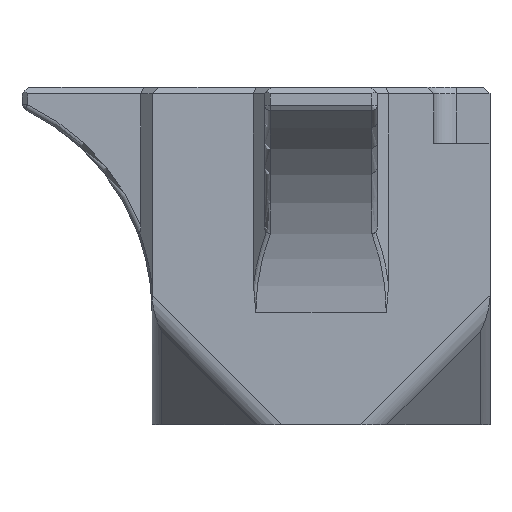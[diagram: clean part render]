
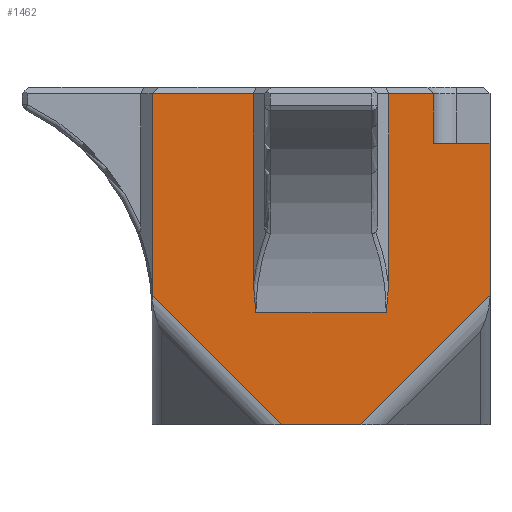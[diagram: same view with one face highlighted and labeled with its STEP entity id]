
A CAD part, left-side view. The second image highlights one B-rep face of the part: STEP entity #1462.
In plain terms, the highlighted planar face has unit normal (-1, 0, 0).
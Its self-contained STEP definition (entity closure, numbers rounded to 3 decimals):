
#147 = ORIENTED_EDGE ( 'NONE', *, *, #5294, .T. ) ;
#168 = LINE ( 'NONE', #3486, #5105 ) ;
#309 = DIRECTION ( 'NONE',  ( 0., -1., 0. ) ) ;
#332 = EDGE_CURVE ( 'NONE', #5091, #5640, #5052, .T. ) ;
#396 = CARTESIAN_POINT ( 'NONE',  ( 0., 9., 12.446 ) ) ;
#467 = CARTESIAN_POINT ( 'NONE',  ( 0., 21., 12.446 ) ) ;
#738 = EDGE_CURVE ( 'NONE', #6399, #2082, #8802, .T. ) ;
#789 = LINE ( 'NONE', #3320, #7685 ) ;
#881 = CARTESIAN_POINT ( 'NONE',  ( 0., 5., 29.4 ) ) ;
#893 = VERTEX_POINT ( 'NONE', #2252 ) ;
#922 = LINE ( 'NONE', #8715, #2376 ) ;
#1022 = CARTESIAN_POINT ( 'NONE',  ( 0., 18.536, 0. ) ) ;
#1060 = LINE ( 'NONE', #10018, #3491 ) ;
#1157 = EDGE_CURVE ( 'NONE', #3977, #2655, #2256, .T. ) ;
#1184 = VECTOR ( 'NONE', #1717, 1000. ) ;
#1462 = ADVANCED_FACE ( 'NONE', ( #3351 ), #8766, .F. ) ;
#1551 = ORIENTED_EDGE ( 'NONE', *, *, #1157, .T. ) ;
#1615 = CARTESIAN_POINT ( 'NONE',  ( 0., 11.464, 0. ) ) ;
#1717 = DIRECTION ( 'NONE',  ( 0., -0.707, -0.707 ) ) ;
#1796 = CARTESIAN_POINT ( 'NONE',  ( 0., 5., 25. ) ) ;
#1889 = VECTOR ( 'NONE', #5808, 1000. ) ;
#1925 = CARTESIAN_POINT ( 'NONE',  ( 0., 5., 25. ) ) ;
#2082 = VERTEX_POINT ( 'NONE', #9963 ) ;
#2219 = VECTOR ( 'NONE', #9149, 1000. ) ;
#2252 = CARTESIAN_POINT ( 'NONE',  ( 0., 30., 29.4 ) ) ;
#2256 = B_SPLINE_CURVE_WITH_KNOTS ( 'NONE', 3,
 ( #9209, #8404, #9949, #6725 ),
 .UNSPECIFIED., .F., .F.,
 ( 4, 4 ),
 ( 0., 0.002 ),
 .UNSPECIFIED. ) ;
#2279 = EDGE_CURVE ( 'NONE', #6744, #893, #9690, .T. ) ;
#2376 = VECTOR ( 'NONE', #3353, 1000. ) ;
#2384 = DIRECTION ( 'NONE',  ( 0., -1., 0. ) ) ;
#2467 = DIRECTION ( 'NONE',  ( 0., 1., 0. ) ) ;
#2485 = CARTESIAN_POINT ( 'NONE',  ( 0., 0., 29.4 ) ) ;
#2655 = VERTEX_POINT ( 'NONE', #4925 ) ;
#2671 = LINE ( 'NONE', #6561, #1184 ) ;
#3273 = ORIENTED_EDGE ( 'NONE', *, *, #9665, .T. ) ;
#3281 = CARTESIAN_POINT ( 'NONE',  ( 0., 21., 30. ) ) ;
#3283 = AXIS2_PLACEMENT_3D ( 'NONE', #3985, #7186, #10413 ) ;
#3320 = CARTESIAN_POINT ( 'NONE',  ( 0., 20., 10. ) ) ;
#3351 = FACE_OUTER_BOUND ( 'NONE', #7220, .T. ) ;
#3353 = DIRECTION ( 'NONE',  ( 0., 0., -1. ) ) ;
#3377 = ORIENTED_EDGE ( 'NONE', *, *, #6469, .T. ) ;
#3478 = CARTESIAN_POINT ( 'NONE',  ( 0., 20.793, 10. ) ) ;
#3486 = CARTESIAN_POINT ( 'NONE',  ( 0., 9., 10. ) ) ;
#3491 = VECTOR ( 'NONE', #9967, 1000. ) ;
#3496 = LINE ( 'NONE', #3281, #1889 ) ;
#3616 = LINE ( 'NONE', #4713, #8604 ) ;
#3631 = ORIENTED_EDGE ( 'NONE', *, *, #10097, .T. ) ;
#3681 = CARTESIAN_POINT ( 'NONE',  ( 0., 0., 25. ) ) ;
#3721 = B_SPLINE_CURVE_WITH_KNOTS ( 'NONE', 3,
 ( #9650, #4804, #4857, #8740 ),
 .UNSPECIFIED., .F., .F.,
 ( 4, 4 ),
 ( 0., 0.002 ),
 .UNSPECIFIED. ) ;
#3946 = CARTESIAN_POINT ( 'NONE',  ( 0., 0., 29.4 ) ) ;
#3951 = ORIENTED_EDGE ( 'NONE', *, *, #8932, .T. ) ;
#3977 = VERTEX_POINT ( 'NONE', #396 ) ;
#3985 = CARTESIAN_POINT ( 'NONE',  ( 0., 0., 30. ) ) ;
#4095 = VECTOR ( 'NONE', #7276, 1000. ) ;
#4269 = EDGE_CURVE ( 'NONE', #893, #6184, #1060, .T. ) ;
#4529 = EDGE_CURVE ( 'NONE', #5502, #2655, #789, .T. ) ;
#4643 = CARTESIAN_POINT ( 'NONE',  ( 0., 0.732, 10.732 ) ) ;
#4713 = CARTESIAN_POINT ( 'NONE',  ( 0., 0., 0. ) ) ;
#4804 = CARTESIAN_POINT ( 'NONE',  ( 0., 20.92, 10.809 ) ) ;
#4827 = VERTEX_POINT ( 'NONE', #1022 ) ;
#4857 = CARTESIAN_POINT ( 'NONE',  ( 0., 21., 11.626 ) ) ;
#4925 = CARTESIAN_POINT ( 'NONE',  ( 0., 9.207, 10. ) ) ;
#5052 = LINE ( 'NONE', #3681, #8786 ) ;
#5091 = VERTEX_POINT ( 'NONE', #1796 ) ;
#5105 = VECTOR ( 'NONE', #9064, 1000. ) ;
#5294 = EDGE_CURVE ( 'NONE', #7930, #6008, #10221, .T. ) ;
#5320 = CARTESIAN_POINT ( 'NONE',  ( 0., 30., 11.464 ) ) ;
#5502 = VERTEX_POINT ( 'NONE', #3478 ) ;
#5640 = VERTEX_POINT ( 'NONE', #10421 ) ;
#5788 = DIRECTION ( 'NONE',  ( 0., -1., 0. ) ) ;
#5808 = DIRECTION ( 'NONE',  ( 0., 0., 1. ) ) ;
#6001 = ORIENTED_EDGE ( 'NONE', *, *, #4529, .F. ) ;
#6008 = VERTEX_POINT ( 'NONE', #6416 ) ;
#6184 = VERTEX_POINT ( 'NONE', #5320 ) ;
#6399 = VERTEX_POINT ( 'NONE', #881 ) ;
#6416 = CARTESIAN_POINT ( 'NONE',  ( 0., 0., 11.464 ) ) ;
#6469 = EDGE_CURVE ( 'NONE', #6184, #4827, #2671, .T. ) ;
#6561 = CARTESIAN_POINT ( 'NONE',  ( 0., 19.268, 0.732 ) ) ;
#6595 = ORIENTED_EDGE ( 'NONE', *, *, #738, .T. ) ;
#6725 = CARTESIAN_POINT ( 'NONE',  ( 0., 9.207, 10. ) ) ;
#6744 = VERTEX_POINT ( 'NONE', #8710 ) ;
#6992 = ORIENTED_EDGE ( 'NONE', *, *, #4269, .T. ) ;
#7014 = VECTOR ( 'NONE', #7208, 1000. ) ;
#7019 = ORIENTED_EDGE ( 'NONE', *, *, #2279, .T. ) ;
#7151 = VECTOR ( 'NONE', #2467, 1000. ) ;
#7186 = DIRECTION ( 'NONE',  ( 1., 0., 0. ) ) ;
#7208 = DIRECTION ( 'NONE',  ( 0., -0.707, 0.707 ) ) ;
#7220 = EDGE_LOOP ( 'NONE', ( #10185, #6595, #9356, #1551, #6001, #3631, #3951, #7019, #6992, #3377, #3273, #147, #8857, #9572 ) ) ;
#7276 = DIRECTION ( 'NONE',  ( 0., 1., 0. ) ) ;
#7685 = VECTOR ( 'NONE', #5788, 1000. ) ;
#7930 = VERTEX_POINT ( 'NONE', #1615 ) ;
#8220 = VERTEX_POINT ( 'NONE', #467 ) ;
#8341 = EDGE_CURVE ( 'NONE', #5640, #6008, #922, .T. ) ;
#8404 = CARTESIAN_POINT ( 'NONE',  ( 0., 9., 11.626 ) ) ;
#8604 = VECTOR ( 'NONE', #2384, 1000. ) ;
#8710 = CARTESIAN_POINT ( 'NONE',  ( 0., 21., 29.4 ) ) ;
#8715 = CARTESIAN_POINT ( 'NONE',  ( 0., 0., 30. ) ) ;
#8740 = CARTESIAN_POINT ( 'NONE',  ( 0., 21., 12.446 ) ) ;
#8766 = PLANE ( 'NONE',  #3283 ) ;
#8786 = VECTOR ( 'NONE', #309, 1000. ) ;
#8802 = LINE ( 'NONE', #2485, #4095 ) ;
#8857 = ORIENTED_EDGE ( 'NONE', *, *, #8341, .F. ) ;
#8932 = EDGE_CURVE ( 'NONE', #8220, #6744, #3496, .T. ) ;
#9064 = DIRECTION ( 'NONE',  ( 0., 0., -1. ) ) ;
#9089 = LINE ( 'NONE', #1925, #2219 ) ;
#9149 = DIRECTION ( 'NONE',  ( 0., 0., 1. ) ) ;
#9209 = CARTESIAN_POINT ( 'NONE',  ( 0., 9., 12.446 ) ) ;
#9356 = ORIENTED_EDGE ( 'NONE', *, *, #10226, .T. ) ;
#9508 = EDGE_CURVE ( 'NONE', #5091, #6399, #9089, .T. ) ;
#9572 = ORIENTED_EDGE ( 'NONE', *, *, #332, .F. ) ;
#9650 = CARTESIAN_POINT ( 'NONE',  ( 0., 20.793, 10. ) ) ;
#9665 = EDGE_CURVE ( 'NONE', #4827, #7930, #3616, .T. ) ;
#9690 = LINE ( 'NONE', #3946, #7151 ) ;
#9949 = CARTESIAN_POINT ( 'NONE',  ( 0., 9.08, 10.809 ) ) ;
#9963 = CARTESIAN_POINT ( 'NONE',  ( 0., 9., 29.4 ) ) ;
#9967 = DIRECTION ( 'NONE',  ( 0., 0., -1. ) ) ;
#10018 = CARTESIAN_POINT ( 'NONE',  ( 0., 30., 30. ) ) ;
#10097 = EDGE_CURVE ( 'NONE', #5502, #8220, #3721, .T. ) ;
#10185 = ORIENTED_EDGE ( 'NONE', *, *, #9508, .T. ) ;
#10221 = LINE ( 'NONE', #4643, #7014 ) ;
#10226 = EDGE_CURVE ( 'NONE', #2082, #3977, #168, .T. ) ;
#10413 = DIRECTION ( 'NONE',  ( 0., 1., 0. ) ) ;
#10421 = CARTESIAN_POINT ( 'NONE',  ( 0., 0., 25. ) ) ;
